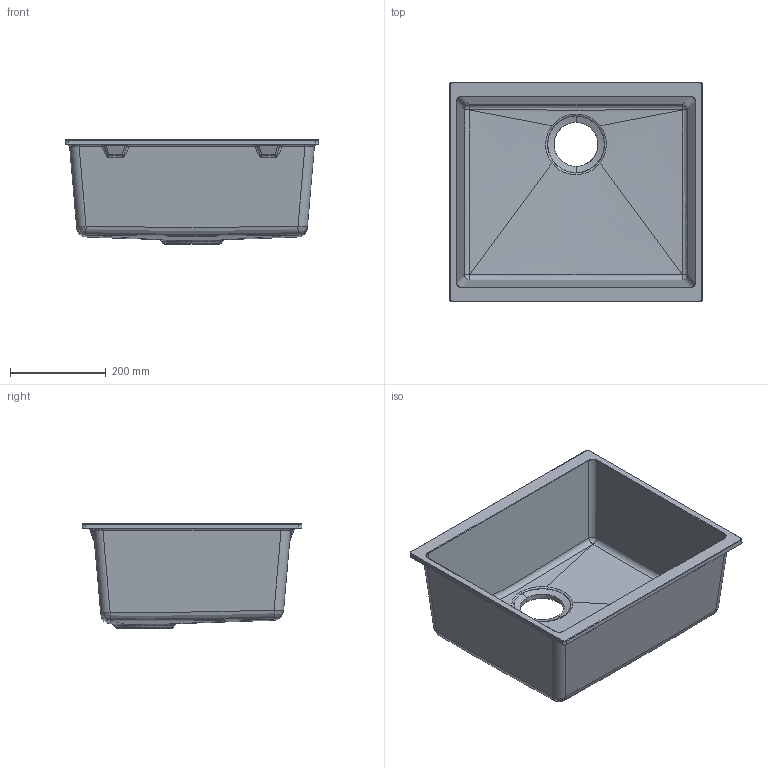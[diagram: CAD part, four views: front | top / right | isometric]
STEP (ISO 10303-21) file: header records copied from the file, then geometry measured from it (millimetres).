
FILE_DESCRIPTION(/* description */ (''),/* implementation_level */ '2;1');
FILE_NAME(/* name */ 'STEP - RAE N100S_2411003',/* time_stamp */ '2023-11-28T16:46:04+11:00',/* author */ (''),/* organization */ (''),/* preprocessor_version */ 'ST-DEVELOPER v16.5',/* originating_system */ 'Rhino 7.23',/* authorisation */ '');
FILE_SCHEMA (('AUTOMOTIVE_DESIGN'));
Length unit declared in the file: millimetre
Products named in the file (1): Document
Bounding box: 530 x 460 x 217.93 mm (x, y, z)
Volume: 4372064.1 mm3; surface area: 1086976.9 mm2
Topology: 1 solids, 1 shells, 179 faces, 404 edges, 228 vertices
Faces by surface type: bspline 110, cylinder 50, plane 19
Entity records: 9486 total; most frequent: CARTESIAN_POINT 7106, ORIENTED_EDGE 808, EDGE_CURVE 404, VERTEX_POINT 228, EDGE_LOOP 182, ADVANCED_FACE 179, FACE_OUTER_BOUND 179, B_SPLINE_CURVE_WITH_KNOTS 148
